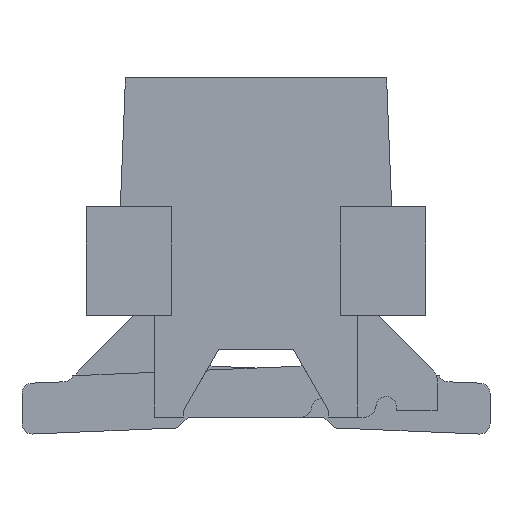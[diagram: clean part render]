
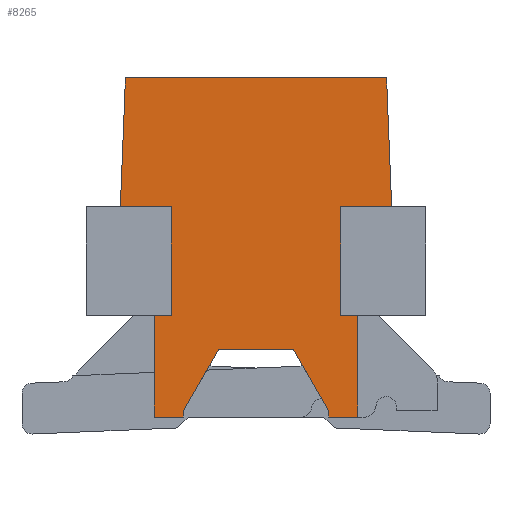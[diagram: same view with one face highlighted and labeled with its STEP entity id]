
A CAD part, left-side view. The second image highlights one B-rep face of the part: STEP entity #8265.
In plain terms, the highlighted planar face has unit normal (-1, 0, 0).
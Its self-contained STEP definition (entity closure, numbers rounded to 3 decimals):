
#212=DIRECTION('',(0.,1.,0.));
#213=VECTOR('',#212,0.75);
#214=CARTESIAN_POINT('',(-6.615,-2.,-1.9));
#215=LINE('',#214,#213);
#256=DIRECTION('',(0.,1.,0.));
#257=VECTOR('',#256,0.75);
#258=CARTESIAN_POINT('',(-6.615,1.25,-1.9));
#259=LINE('',#258,#257);
#285=DIRECTION('',(0.,-0.039,0.999));
#286=VECTOR('',#285,1.901);
#287=CARTESIAN_POINT('',(-6.615,2.,-1.9));
#288=LINE('',#287,#286);
#289=DIRECTION('',(0.,-1.,0.));
#290=VECTOR('',#289,3.85);
#291=CARTESIAN_POINT('',(-6.615,1.925,0.));
#292=LINE('',#291,#290);
#293=DIRECTION('',(0.,-0.039,-0.999));
#294=VECTOR('',#293,1.901);
#295=CARTESIAN_POINT('',(-6.615,-1.925,0.));
#296=LINE('',#295,#294);
#297=DIRECTION('',(0.,0.,-1.));
#298=VECTOR('',#297,1.6);
#299=CARTESIAN_POINT('',(-6.615,-1.25,-1.9));
#300=LINE('',#299,#298);
#301=DIRECTION('',(0.,0.,-1.));
#302=VECTOR('',#301,1.5);
#303=CARTESIAN_POINT('',(-6.615,-1.5,-3.5));
#304=LINE('',#303,#302);
#305=DIRECTION('',(0.,1.,0.));
#306=VECTOR('',#305,0.43);
#307=CARTESIAN_POINT('',(-6.615,-1.5,-5.));
#308=LINE('',#307,#306);
#309=DIRECTION('',(0.,0.,1.));
#310=VECTOR('',#309,0.1);
#311=CARTESIAN_POINT('',(-6.615,-1.07,-5.));
#312=LINE('',#311,#310);
#313=DIRECTION('',(0.,0.5,0.866));
#314=VECTOR('',#313,1.039);
#315=CARTESIAN_POINT('',(-6.615,-1.07,-4.9));
#316=LINE('',#315,#314);
#317=DIRECTION('',(0.,1.,0.));
#318=VECTOR('',#317,1.1);
#319=CARTESIAN_POINT('',(-6.615,-0.55,-4.));
#320=LINE('',#319,#318);
#321=DIRECTION('',(0.,0.5,-0.866));
#322=VECTOR('',#321,1.039);
#323=CARTESIAN_POINT('',(-6.615,0.55,-4.));
#324=LINE('',#323,#322);
#325=DIRECTION('',(0.,0.,-1.));
#326=VECTOR('',#325,0.1);
#327=CARTESIAN_POINT('',(-6.615,1.07,-4.9));
#328=LINE('',#327,#326);
#329=DIRECTION('',(0.,1.,0.));
#330=VECTOR('',#329,0.43);
#331=CARTESIAN_POINT('',(-6.615,1.07,-5.));
#332=LINE('',#331,#330);
#333=DIRECTION('',(0.,0.,1.));
#334=VECTOR('',#333,1.5);
#335=CARTESIAN_POINT('',(-6.615,1.5,-5.));
#336=LINE('',#335,#334);
#1183=DIRECTION('',(0.,1.,0.));
#1184=VECTOR('',#1183,0.25);
#1185=CARTESIAN_POINT('',(-6.615,1.25,-3.5));
#1186=LINE('',#1185,#1184);
#1199=DIRECTION('',(0.,1.,0.));
#1200=VECTOR('',#1199,0.25);
#1201=CARTESIAN_POINT('',(-6.615,-1.5,-3.5));
#1202=LINE('',#1201,#1200);
#4957=DIRECTION('',(0.,0.,-1.));
#4958=VECTOR('',#4957,1.6);
#4959=CARTESIAN_POINT('',(-6.615,1.25,-1.9));
#4960=LINE('',#4959,#4958);
#6064=CARTESIAN_POINT('',(-6.615,1.925,0.));
#6065=CARTESIAN_POINT('',(-6.615,-1.925,0.));
#6066=VERTEX_POINT('',#6064);
#6067=VERTEX_POINT('',#6065);
#6068=CARTESIAN_POINT('',(-6.615,-1.5,-5.));
#6069=CARTESIAN_POINT('',(-6.615,-1.07,-5.));
#6070=VERTEX_POINT('',#6068);
#6071=VERTEX_POINT('',#6069);
#6072=CARTESIAN_POINT('',(-6.615,-1.07,-4.9));
#6073=CARTESIAN_POINT('',(-6.615,-0.55,-4.));
#6074=VERTEX_POINT('',#6072);
#6075=VERTEX_POINT('',#6073);
#6076=CARTESIAN_POINT('',(-6.615,0.55,-4.));
#6077=VERTEX_POINT('',#6076);
#6078=CARTESIAN_POINT('',(-6.615,1.07,-4.9));
#6079=VERTEX_POINT('',#6078);
#6080=CARTESIAN_POINT('',(-6.615,1.07,-5.));
#6081=CARTESIAN_POINT('',(-6.615,1.5,-5.));
#6082=VERTEX_POINT('',#6080);
#6083=VERTEX_POINT('',#6081);
#6088=CARTESIAN_POINT('',(-6.615,-2.,-1.9));
#6089=VERTEX_POINT('',#6088);
#6090=CARTESIAN_POINT('',(-6.615,-1.5,-3.5));
#6091=VERTEX_POINT('',#6090);
#6092=CARTESIAN_POINT('',(-6.615,1.5,-3.5));
#6093=VERTEX_POINT('',#6092);
#6097=CARTESIAN_POINT('',(-6.615,-1.25,-1.9));
#6099=VERTEX_POINT('',#6097);
#6101=CARTESIAN_POINT('',(-6.615,1.25,-1.9));
#6103=VERTEX_POINT('',#6101);
#6105=CARTESIAN_POINT('',(-6.615,-1.25,-3.5));
#6107=VERTEX_POINT('',#6105);
#6109=CARTESIAN_POINT('',(-6.615,1.25,-3.5));
#6111=VERTEX_POINT('',#6109);
#7728=CARTESIAN_POINT('',(-6.615,2.,-1.9));
#7729=VERTEX_POINT('',#7728);
#8225=CARTESIAN_POINT('',(-6.615,0.,0.));
#8226=DIRECTION('',(1.,0.,0.));
#8227=DIRECTION('',(0.,1.,0.));
#8228=AXIS2_PLACEMENT_3D('',#8225,#8226,#8227);
#8229=PLANE('',#8228);
#8230=ORIENTED_EDGE('',*,*,#8182,.T.);
#8232=ORIENTED_EDGE('',*,*,#8231,.T.);
#8234=ORIENTED_EDGE('',*,*,#8233,.T.);
#8235=ORIENTED_EDGE('',*,*,#8103,.T.);
#8237=ORIENTED_EDGE('',*,*,#8236,.T.);
#8239=ORIENTED_EDGE('',*,*,#8238,.F.);
#8241=ORIENTED_EDGE('',*,*,#8240,.T.);
#8243=ORIENTED_EDGE('',*,*,#8242,.T.);
#8245=ORIENTED_EDGE('',*,*,#8244,.T.);
#8247=ORIENTED_EDGE('',*,*,#8246,.T.);
#8249=ORIENTED_EDGE('',*,*,#8248,.T.);
#8251=ORIENTED_EDGE('',*,*,#8250,.T.);
#8253=ORIENTED_EDGE('',*,*,#8252,.T.);
#8255=ORIENTED_EDGE('',*,*,#8254,.T.);
#8257=ORIENTED_EDGE('',*,*,#8256,.T.);
#8259=ORIENTED_EDGE('',*,*,#8258,.F.);
#8261=ORIENTED_EDGE('',*,*,#8260,.F.);
#8262=ORIENTED_EDGE('',*,*,#8149,.T.);
#8263=EDGE_LOOP('',(#8230,#8232,#8234,#8235,#8237,#8239,#8241,#8243,#8245,#8247,
#8249,#8251,#8253,#8255,#8257,#8259,#8261,#8262));
#8264=FACE_OUTER_BOUND('',#8263,.F.);
#8265=ADVANCED_FACE('',(#8264),#8229,.F.);
#8103=EDGE_CURVE('',#6089,#6099,#215,.T.);
#8149=EDGE_CURVE('',#6103,#7729,#259,.T.);
#8182=EDGE_CURVE('',#7729,#6066,#288,.T.);
#8231=EDGE_CURVE('',#6066,#6067,#292,.T.);
#8233=EDGE_CURVE('',#6067,#6089,#296,.T.);
#8236=EDGE_CURVE('',#6099,#6107,#300,.T.);
#8238=EDGE_CURVE('',#6091,#6107,#1202,.T.);
#8240=EDGE_CURVE('',#6091,#6070,#304,.T.);
#8242=EDGE_CURVE('',#6070,#6071,#308,.T.);
#8244=EDGE_CURVE('',#6071,#6074,#312,.T.);
#8246=EDGE_CURVE('',#6074,#6075,#316,.T.);
#8248=EDGE_CURVE('',#6075,#6077,#320,.T.);
#8250=EDGE_CURVE('',#6077,#6079,#324,.T.);
#8252=EDGE_CURVE('',#6079,#6082,#328,.T.);
#8254=EDGE_CURVE('',#6082,#6083,#332,.T.);
#8256=EDGE_CURVE('',#6083,#6093,#336,.T.);
#8258=EDGE_CURVE('',#6111,#6093,#1186,.T.);
#8260=EDGE_CURVE('',#6103,#6111,#4960,.T.);
